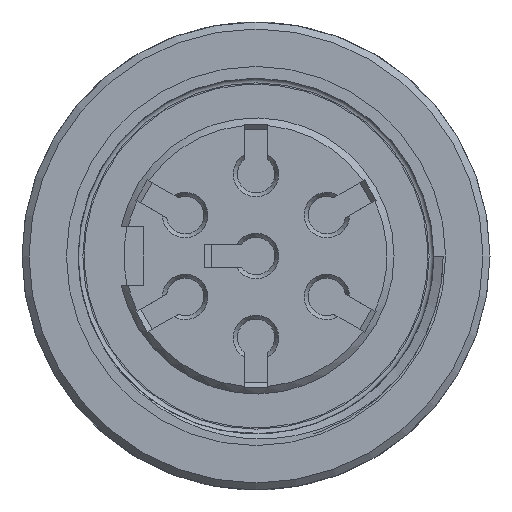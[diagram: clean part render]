
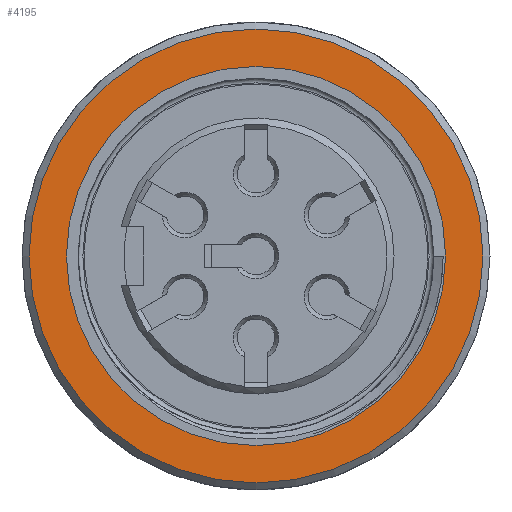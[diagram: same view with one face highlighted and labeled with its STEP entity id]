
A CAD part, front view. The second image highlights one B-rep face of the part: STEP entity #4195.
In plain terms, the highlighted planar face has unit normal (0, -1, 0).
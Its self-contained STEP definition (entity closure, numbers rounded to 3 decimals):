
#1603=PLANE('',#10100);
#4195=ADVANCED_FACE('',(#4362,#4363),#1603,.F.);
#4362=FACE_BOUND('',#4908,.T.);
#4363=FACE_BOUND('',#4909,.T.);
#4908=EDGE_LOOP('',(#7370));
#4909=EDGE_LOOP('',(#7371));
#7370=ORIENTED_EDGE('',*,*,#9448,.F.);
#7371=ORIENTED_EDGE('',*,*,#9449,.T.);
#8217=VERTEX_POINT('',#33085);
#8218=VERTEX_POINT('',#33088);
#9448=EDGE_CURVE('',#8217,#8217,#9598,.T.);
#9449=EDGE_CURVE('',#8218,#8218,#9599,.T.);
#9598=CIRCLE('',#10097,8.1);
#9599=CIRCLE('',#10099,9.7);
#10097=AXIS2_PLACEMENT_3D('',#33084,#11677,#11678);
#10099=AXIS2_PLACEMENT_3D('',#33087,#11681,#11682);
#10100=AXIS2_PLACEMENT_3D('',#33089,#11683,#11684);
#11677=DIRECTION('',(0.,-1.,0.));
#11678=DIRECTION('',(1.,0.,0.));
#11681=DIRECTION('',(0.,-1.,0.));
#11682=DIRECTION('',(1.,0.,0.));
#11683=DIRECTION('',(0.,1.,0.));
#11684=DIRECTION('',(-1.,0.,0.));
#33084=CARTESIAN_POINT('',(0.596,-24.756,0.));
#33085=CARTESIAN_POINT('',(8.696,-24.756,0.));
#33087=CARTESIAN_POINT('',(0.596,-24.756,0.));
#33088=CARTESIAN_POINT('',(10.296,-24.756,0.));
#33089=CARTESIAN_POINT('',(10.296,-24.756,0.));
